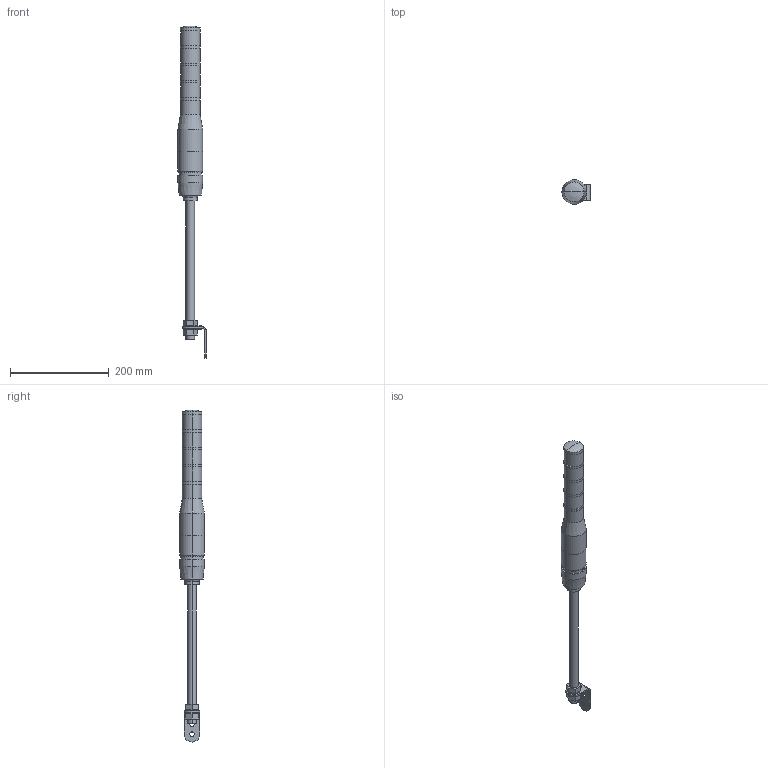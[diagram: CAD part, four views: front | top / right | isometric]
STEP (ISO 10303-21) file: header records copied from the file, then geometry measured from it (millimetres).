
FILE_DESCRIPTION(('starvars output'),'2;1');
FILE_NAME('XVC4M4_3D.stp','19:37:35 2020/03/31',( 'Thomas Industrial Network Germany GmbH'),( 'Thomas Industrial Network Germany GmbH'),'unknown preprocess','ACIS' ,'unknown authorization');
FILE_SCHEMA(('AUTOMOTIVE_DESIGN_CC2 {UNKNOWN IMPLEMENTATION LEVEL}'));
Length unit declared in the file: millimetre
Products named in the file (1): PRODUCT_ID_15
Bounding box: 57 x 50 x 672.2 mm (x, y, z)
Volume: 557403.2 mm3; surface area: 88338.7 mm2
Topology: 1 solids, 2 shells, 109 faces, 234 edges, 149 vertices
Faces by surface type: cylinder 54, plane 41, cone 8, torus 4, sphere 2
Entity records: 3524 total; most frequent: ORIENTED_EDGE 468, CARTESIAN_POINT 407, DIRECTION 406, EDGE_CURVE 232, VERTEX_POINT 149, AXIS2_PLACEMENT_3D 148, EDGE_LOOP 137, FACE_BOUND 137
